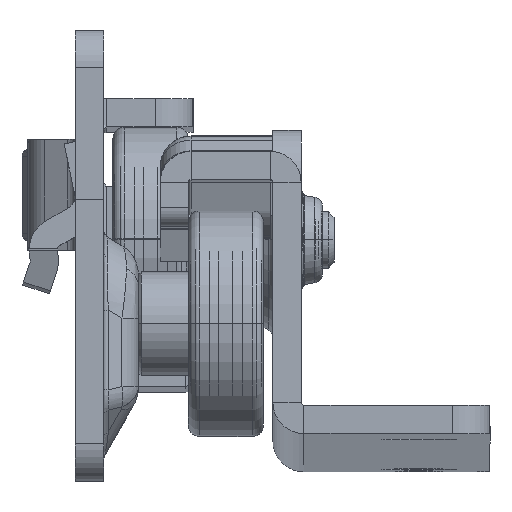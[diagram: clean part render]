
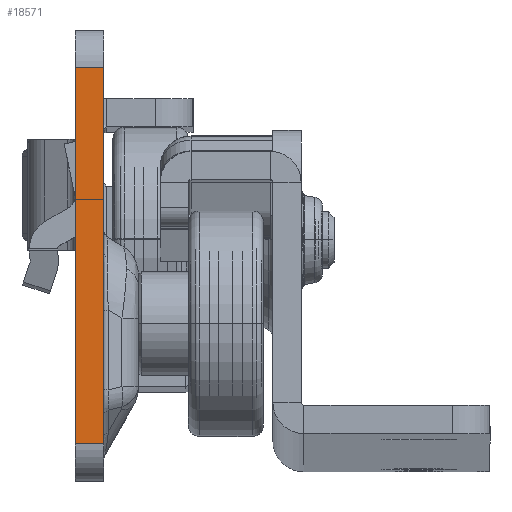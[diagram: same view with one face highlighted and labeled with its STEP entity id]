
A CAD part, top view. The second image highlights one B-rep face of the part: STEP entity #18571.
In plain terms, the highlighted planar face has unit normal (0, 0, 1).
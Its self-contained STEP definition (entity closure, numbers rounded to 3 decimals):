
#327 = LINE ( 'NONE', #465, #14727 ) ;
#465 = CARTESIAN_POINT ( 'NONE',  ( -3., 18.3, 0. ) ) ;
#650 = LINE ( 'NONE', #9298, #11716 ) ;
#1581 = CARTESIAN_POINT ( 'NONE',  ( 0., -21.7, 0. ) ) ;
#2750 = EDGE_CURVE ( 'NONE', #4377, #3505, #25723, .T. ) ;
#2931 = DIRECTION ( 'NONE',  ( 1., 0., 0. ) ) ;
#3505 = VERTEX_POINT ( 'NONE', #6601 ) ;
#3566 = CARTESIAN_POINT ( 'NONE',  ( -3., -29.094, 0. ) ) ;
#4377 = VERTEX_POINT ( 'NONE', #23398 ) ;
#5200 = CARTESIAN_POINT ( 'NONE',  ( -122.719, -21.7, 0. ) ) ;
#6170 = ORIENTED_EDGE ( 'NONE', *, *, #2750, .T. ) ;
#6601 = CARTESIAN_POINT ( 'NONE',  ( -3., -21.7, 0. ) ) ;
#6700 = CARTESIAN_POINT ( 'NONE',  ( 0., 18.3, 0. ) ) ;
#8264 = FACE_OUTER_BOUND ( 'NONE', #18440, .T. ) ;
#9298 = CARTESIAN_POINT ( 'NONE',  ( 0., -29.094, 0. ) ) ;
#10973 = ORIENTED_EDGE ( 'NONE', *, *, #11099, .T. ) ;
#11099 = EDGE_CURVE ( 'NONE', #3505, #20152, #11884, .T. ) ;
#11716 = VECTOR ( 'NONE', #17968, 1000. ) ;
#11884 = LINE ( 'NONE', #5200, #12967 ) ;
#12967 = VECTOR ( 'NONE', #2931, 1000. ) ;
#13076 = CARTESIAN_POINT ( 'NONE',  ( -3., -29.094, 0. ) ) ;
#13708 = EDGE_CURVE ( 'NONE', #17456, #20152, #650, .T. ) ;
#14538 = ORIENTED_EDGE ( 'NONE', *, *, #13708, .F. ) ;
#14727 = VECTOR ( 'NONE', #26436, 1000. ) ;
#16422 = VECTOR ( 'NONE', #21753, 1000. ) ;
#17367 = AXIS2_PLACEMENT_3D ( 'NONE', #3566, #25734, #20775 ) ;
#17456 = VERTEX_POINT ( 'NONE', #6700 ) ;
#17968 = DIRECTION ( 'NONE',  ( 0., -1., 0. ) ) ;
#18440 = EDGE_LOOP ( 'NONE', ( #14538, #22076, #6170, #10973 ) ) ;
#18571 = ADVANCED_FACE ( 'NONE', ( #8264 ), #25190, .T. ) ;
#19895 = EDGE_CURVE ( 'NONE', #4377, #17456, #327, .T. ) ;
#20152 = VERTEX_POINT ( 'NONE', #1581 ) ;
#20775 = DIRECTION ( 'NONE',  ( 1., 0., 0. ) ) ;
#21753 = DIRECTION ( 'NONE',  ( 0., -1., 0. ) ) ;
#22076 = ORIENTED_EDGE ( 'NONE', *, *, #19895, .F. ) ;
#23398 = CARTESIAN_POINT ( 'NONE',  ( -3., 18.3, 0. ) ) ;
#25190 = PLANE ( 'NONE',  #17367 ) ;
#25723 = LINE ( 'NONE', #13076, #16422 ) ;
#25734 = DIRECTION ( 'NONE',  ( 0., 0., 1. ) ) ;
#26436 = DIRECTION ( 'NONE',  ( 1., 0., 0. ) ) ;
